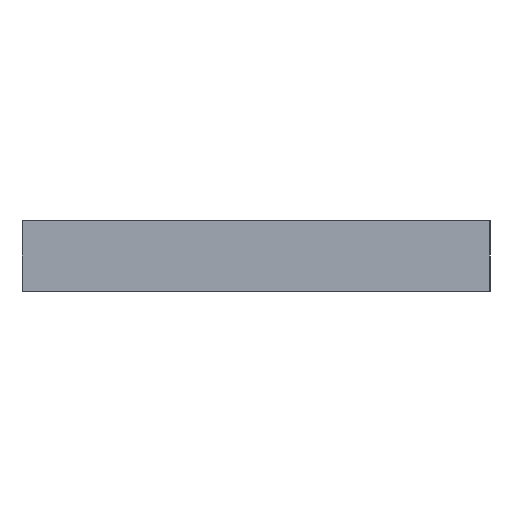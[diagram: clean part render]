
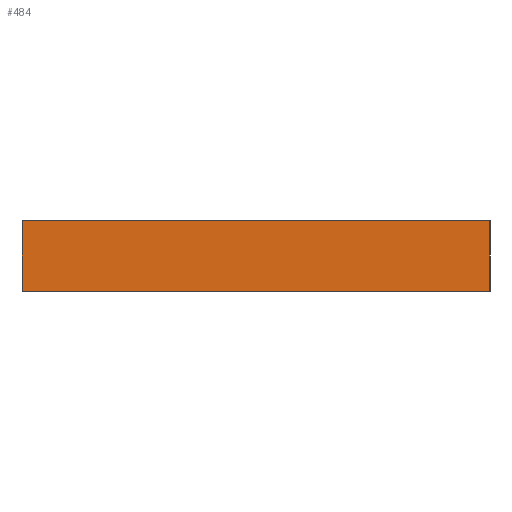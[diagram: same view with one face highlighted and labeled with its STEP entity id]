
A CAD part, left-side view. The second image highlights one B-rep face of the part: STEP entity #484.
In plain terms, the highlighted planar face has unit normal (-1, 0, 0).
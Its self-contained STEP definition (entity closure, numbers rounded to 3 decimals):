
#56 = VERTEX_POINT('',#57);
#57 = CARTESIAN_POINT('',(-142.5,-64.75,0.));
#63 = EDGE_CURVE('',#64,#56,#66,.T.);
#64 = VERTEX_POINT('',#65);
#65 = CARTESIAN_POINT('',(-142.5,67.5,0.));
#66 = LINE('',#67,#68);
#67 = CARTESIAN_POINT('',(-142.5,67.5,0.));
#68 = VECTOR('',#69,1.);
#69 = DIRECTION('',(0.,-1.,0.));
#467 = VERTEX_POINT('',#468);
#468 = CARTESIAN_POINT('',(-142.5,67.5,-20.));
#474 = EDGE_CURVE('',#64,#467,#475,.T.);
#475 = LINE('',#476,#477);
#476 = CARTESIAN_POINT('',(-142.5,67.5,0.));
#477 = VECTOR('',#478,1.);
#478 = DIRECTION('',(-0.,0.,-1.));
#484 = ADVANCED_FACE('',(#485),#503,.T.);
#485 = FACE_BOUND('',#486,.T.);
#486 = EDGE_LOOP('',(#487,#488,#496,#502));
#487 = ORIENTED_EDGE('',*,*,#474,.T.);
#488 = ORIENTED_EDGE('',*,*,#489,.F.);
#489 = EDGE_CURVE('',#490,#467,#492,.T.);
#490 = VERTEX_POINT('',#491);
#491 = CARTESIAN_POINT('',(-142.5,-64.75,-20.));
#492 = LINE('',#493,#494);
#493 = CARTESIAN_POINT('',(-142.5,-64.75,-20.));
#494 = VECTOR('',#495,1.);
#495 = DIRECTION('',(0.,1.,0.));
#496 = ORIENTED_EDGE('',*,*,#497,.F.);
#497 = EDGE_CURVE('',#56,#490,#498,.T.);
#498 = LINE('',#499,#500);
#499 = CARTESIAN_POINT('',(-142.5,-64.75,0.));
#500 = VECTOR('',#501,1.);
#501 = DIRECTION('',(-0.,0.,-1.));
#502 = ORIENTED_EDGE('',*,*,#63,.F.);
#503 = PLANE('',#504);
#504 = AXIS2_PLACEMENT_3D('',#505,#506,#507);
#505 = CARTESIAN_POINT('',(-142.5,1.375,-10.));
#506 = DIRECTION('',(-1.,-0.,-0.));
#507 = DIRECTION('',(0.,0.,-1.));
